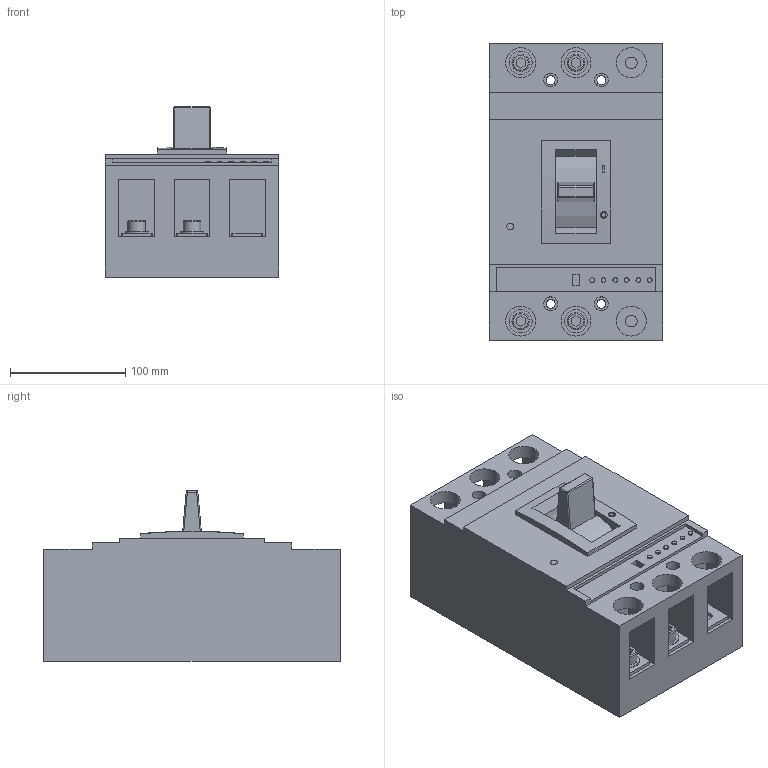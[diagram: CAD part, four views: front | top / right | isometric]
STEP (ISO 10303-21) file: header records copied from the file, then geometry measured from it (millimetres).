
FILE_DESCRIPTION (( 'STEP AP214' ), '1' );
FILE_NAME ('ÂÀ-99Ì  400-400À 3P 65êÀ ýë ðàñö (mccb99-400-400me).STEP', '2020-12-01T15:01:13', ( '' ), ( '' ), 'SwSTEP 2.0', 'SolidWorks 2019', '' );
FILE_SCHEMA (( 'AUTOMOTIVE_DESIGN' ));
Length unit declared in the file: millimetre
Products named in the file (1): ÂÀ-99Ì  400-400À 3P 65êÀ ýë ðàñö (mccb99-400-400me)
Bounding box: 150 x 257 x 147.5 mm (x, y, z)
Volume: 3632420.6 mm3; surface area: 214710.7 mm2
Topology: 1 solids, 1 shells, 247 faces, 604 edges, 396 vertices
Faces by surface type: plane 145, cylinder 90, torus 8, sphere 4
Entity records: 7495 total; most frequent: CARTESIAN_POINT 1402, DIRECTION 1286, ORIENTED_EDGE 1208, EDGE_CURVE 604, AXIS2_PLACEMENT_3D 442, VECTOR 402, LINE 402, VERTEX_POINT 396
